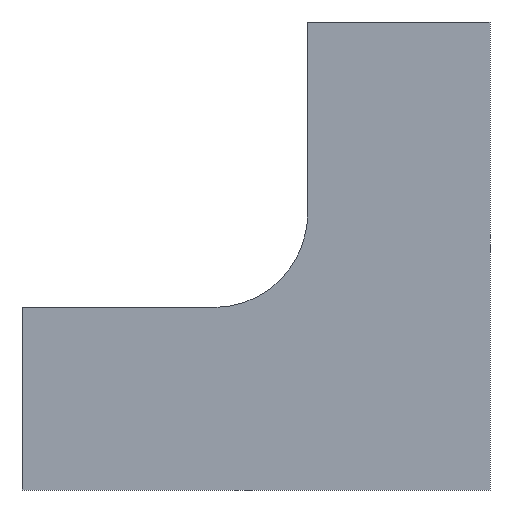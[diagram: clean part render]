
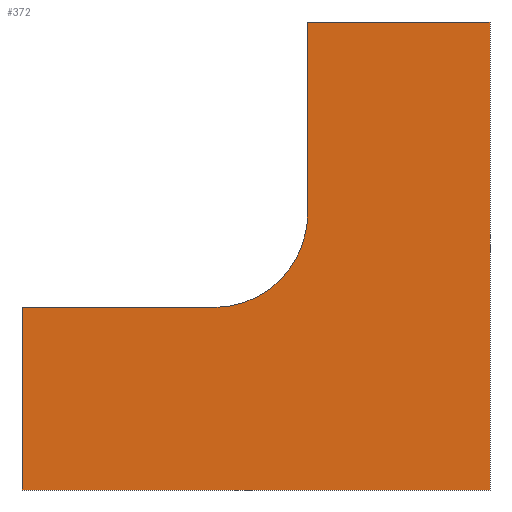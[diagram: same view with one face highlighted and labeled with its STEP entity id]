
A CAD part, left-side view. The second image highlights one B-rep face of the part: STEP entity #372.
In plain terms, the highlighted planar face has unit normal (-1, 0.003, 0).
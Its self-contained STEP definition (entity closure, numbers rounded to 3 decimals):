
#11 = DIRECTION ( 'NONE',  ( 0.003, 1., 0. ) ) ;
#17 = CARTESIAN_POINT ( 'NONE',  ( -11.2, 15., -15. ) ) ;
#33 = CARTESIAN_POINT ( 'NONE',  ( -11.299, -15., -15. ) ) ;
#77 = LINE ( 'NONE', #891, #300 ) ;
#82 = FACE_OUTER_BOUND ( 'NONE', #484, .T. ) ;
#106 = DIRECTION ( 'NONE',  ( 0., 0., 1. ) ) ;
#121 = EDGE_CURVE ( 'NONE', #797, #532, #557, .T. ) ;
#123 = CARTESIAN_POINT ( 'NONE',  ( -11.299, -15., -15. ) ) ;
#125 = DIRECTION ( 'NONE',  ( -0.003, -1., 0. ) ) ;
#156 = LINE ( 'NONE', #33, #1089 ) ;
#176 = VERTEX_POINT ( 'NONE', #188 ) ;
#188 = CARTESIAN_POINT ( 'NONE',  ( -11.2, 15., -15. ) ) ;
#189 = VECTOR ( 'NONE', #11, 1000. ) ;
#192 = ORIENTED_EDGE ( 'NONE', *, *, #542, .F. ) ;
#205 = ORIENTED_EDGE ( 'NONE', *, *, #466, .F. ) ;
#222 = ORIENTED_EDGE ( 'NONE', *, *, #121, .F. ) ;
#229 = CARTESIAN_POINT ( 'NONE',  ( -11.2, 15., -15. ) ) ;
#230 = DIRECTION ( 'NONE',  ( 0., 0., -1. ) ) ;
#277 = LINE ( 'NONE', #287, #189 ) ;
#287 = CARTESIAN_POINT ( 'NONE',  ( -11.2, 15., -15. ) ) ;
#300 = VECTOR ( 'NONE', #890, 1000. ) ;
#316 = CARTESIAN_POINT ( 'NONE',  ( -11.261, -3.3, 2.7 ) ) ;
#350 =( BOUNDED_CURVE ( )  B_SPLINE_CURVE ( 3, ( #1026, #954, #927, #871 ),
 .UNSPECIFIED., .F., .T. ) 
 B_SPLINE_CURVE_WITH_KNOTS ( ( 4, 4 ),
 ( 4.712, 6.283 ),
 .UNSPECIFIED. ) 
 CURVE ( )  GEOMETRIC_REPRESENTATION_ITEM ( )  RATIONAL_B_SPLINE_CURVE ( ( 1., 0.805, 0.805, 1. ) ) 
 REPRESENTATION_ITEM ( '' )  );
#372 = ADVANCED_FACE ( 'NONE', ( #82 ), #1041, .T. ) ;
#426 = VERTEX_POINT ( 'NONE', #316 ) ;
#466 = EDGE_CURVE ( 'NONE', #1006, #485, #156, .T. ) ;
#471 = EDGE_CURVE ( 'NONE', #426, #803, #473, .T. ) ;
#473 = LINE ( 'NONE', #1104, #1077 ) ;
#484 = EDGE_LOOP ( 'NONE', ( #1046, #205, #192, #1131, #811, #222, #643 ) ) ;
#485 = VERTEX_POINT ( 'NONE', #123 ) ;
#517 = VECTOR ( 'NONE', #125, 1000. ) ;
#521 = DIRECTION ( 'NONE',  ( 0., 0., 1. ) ) ;
#532 = VERTEX_POINT ( 'NONE', #1072 ) ;
#539 = CARTESIAN_POINT ( 'NONE',  ( -11.299, -15., 15. ) ) ;
#542 = EDGE_CURVE ( 'NONE', #803, #1006, #77, .T. ) ;
#557 = LINE ( 'NONE', #766, #517 ) ;
#637 = CARTESIAN_POINT ( 'NONE',  ( -11.2, 15., -3.3 ) ) ;
#643 = ORIENTED_EDGE ( 'NONE', *, *, #705, .F. ) ;
#682 = EDGE_CURVE ( 'NONE', #485, #176, #277, .T. ) ;
#705 = EDGE_CURVE ( 'NONE', #176, #797, #1054, .T. ) ;
#708 = CARTESIAN_POINT ( 'NONE',  ( -11.261, -3.3, 15. ) ) ;
#765 = EDGE_CURVE ( 'NONE', #532, #426, #350, .T. ) ;
#766 = CARTESIAN_POINT ( 'NONE',  ( -11.2, 15., -3.3 ) ) ;
#797 = VERTEX_POINT ( 'NONE', #637 ) ;
#803 = VERTEX_POINT ( 'NONE', #708 ) ;
#811 = ORIENTED_EDGE ( 'NONE', *, *, #765, .F. ) ;
#871 = CARTESIAN_POINT ( 'NONE',  ( -11.261, -3.3, 2.7 ) ) ;
#890 = DIRECTION ( 'NONE',  ( -0.003, -1., 0. ) ) ;
#891 = CARTESIAN_POINT ( 'NONE',  ( -11.2, 15., 15. ) ) ;
#914 = AXIS2_PLACEMENT_3D ( 'NONE', #229, #1021, #1019 ) ;
#927 = CARTESIAN_POINT ( 'NONE',  ( -11.261, -3.3, -0.815 ) ) ;
#954 = CARTESIAN_POINT ( 'NONE',  ( -11.252, -0.815, -3.3 ) ) ;
#1006 = VERTEX_POINT ( 'NONE', #539 ) ;
#1019 = DIRECTION ( 'NONE',  ( -0.003, -1., 0. ) ) ;
#1021 = DIRECTION ( 'NONE',  ( -1., 0.003, 0. ) ) ;
#1026 = CARTESIAN_POINT ( 'NONE',  ( -11.241, 2.7, -3.3 ) ) ;
#1041 = PLANE ( 'NONE',  #914 ) ;
#1046 = ORIENTED_EDGE ( 'NONE', *, *, #682, .F. ) ;
#1051 = VECTOR ( 'NONE', #106, 1000. ) ;
#1054 = LINE ( 'NONE', #17, #1051 ) ;
#1072 = CARTESIAN_POINT ( 'NONE',  ( -11.241, 2.7, -3.3 ) ) ;
#1077 = VECTOR ( 'NONE', #521, 1000. ) ;
#1089 = VECTOR ( 'NONE', #230, 1000. ) ;
#1104 = CARTESIAN_POINT ( 'NONE',  ( -11.261, -3.3, -15. ) ) ;
#1131 = ORIENTED_EDGE ( 'NONE', *, *, #471, .F. ) ;
